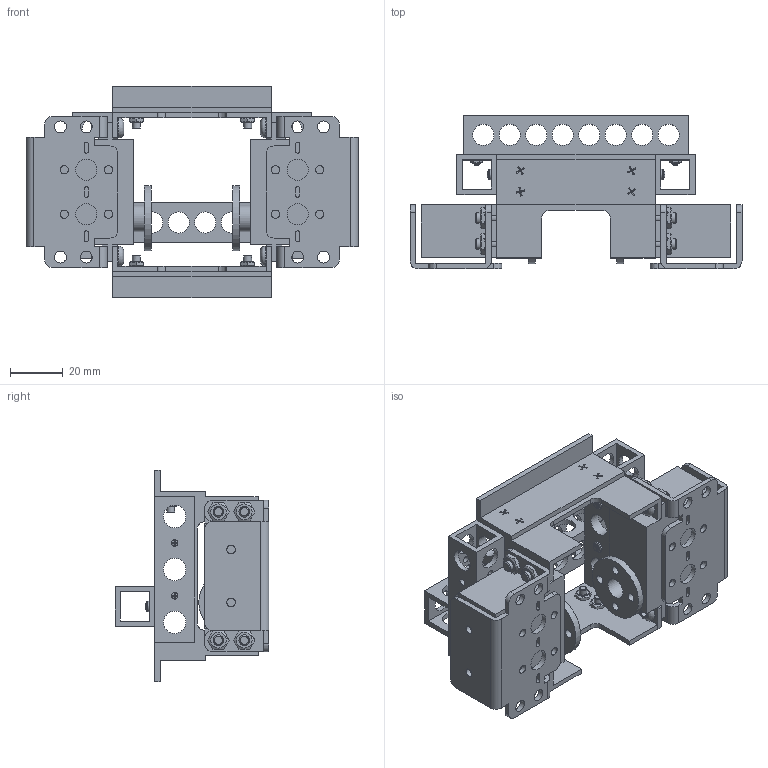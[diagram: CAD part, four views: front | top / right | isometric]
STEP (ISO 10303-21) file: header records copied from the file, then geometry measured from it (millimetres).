
FILE_DESCRIPTION(/* description */ (''),/* implementation_level */ '2;1');
FILE_NAME(/* name */ 'trunk_ipt_7785b5f2.STEP',/* time_stamp */ '2018-03-02T15:59:27+01:00',/* author */ ('Work'),/* organization */ (''),/* preprocessor_version */ 'ST-DEVELOPER v16.5',/* originating_system */ 'Autodesk Inventor 2017',/* authorisation */ '');
FILE_SCHEMA (('AUTOMOTIVE_DESIGN { 1 0 10303 214 3 1 1 }'));
Length unit declared in the file: millimetre
Products named in the file (1): trunk
Bounding box: 125.4 x 58.1 x 80 mm (x, y, z)
Volume: 106808 mm3; surface area: 60996.6 mm2
Topology: 1 solids, 23 shells, 1158 faces, 3289 edges, 2160 vertices
Faces by surface type: plane 590, cylinder 252, cone 232, torus 70, bspline 8, sphere 6
Full cylindrical faces by diameter (mm): 1.783 x6, 2 x12, 2.5 x20, 2.693 x8, 3 x20, 3.2 x20, 4 x16, 4.5 x24, 8 x52, 8.5 x12, 10 x2, 24.6 x2
Entity records: 36929 total; most frequent: CARTESIAN_POINT 8030, DIRECTION 5615, ORIENTED_EDGE 5582, EDGE_CURVE 2791, AXIS2_PLACEMENT_3D 2217, VERTEX_POINT 2008, EDGE_LOOP 1797, LINE 1181
